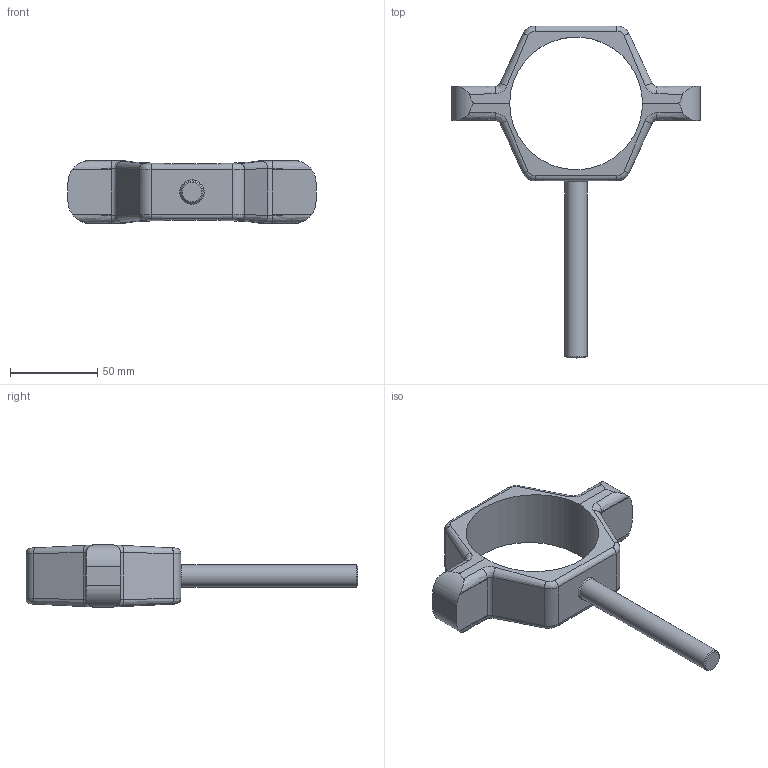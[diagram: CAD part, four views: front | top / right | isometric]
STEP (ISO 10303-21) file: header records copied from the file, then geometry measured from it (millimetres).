
FILE_DESCRIPTION (( 'STEP AP214' ), '1' );
FILE_NAME ('PHH6R3.0X.XT304SA.STEP', '2018-02-03T07:15:12', ( 'admin' ), ( '' ), 'SwSTEP 2.0', 'SolidWorks 2013', '' );
FILE_SCHEMA (( 'AUTOMOTIVE_DESIGN' ));
Length unit declared in the file: inch
Products named in the file (1): PHH6R3.0X.XT304SA
Bounding box: 142.24 x 190.37 x 36.17 mm (x, y, z)
Volume: 119347.8 mm3; surface area: 30635.3 mm2
Topology: 1 solids, 1 shells, 85 faces, 209 edges, 125 vertices
Faces by surface type: bspline 36, plane 33, cylinder 14, cone 2
Full cylindrical faces by diameter (mm): 12.7 x1, 76.073 x1
Entity records: 3270 total; most frequent: CARTESIAN_POINT 1718, ORIENTED_EDGE 408, EDGE_CURVE 204, DIRECTION 184, VERTEX_POINT 124, EDGE_LOOP 90, FACE_OUTER_BOUND 87, ADVANCED_FACE 85
